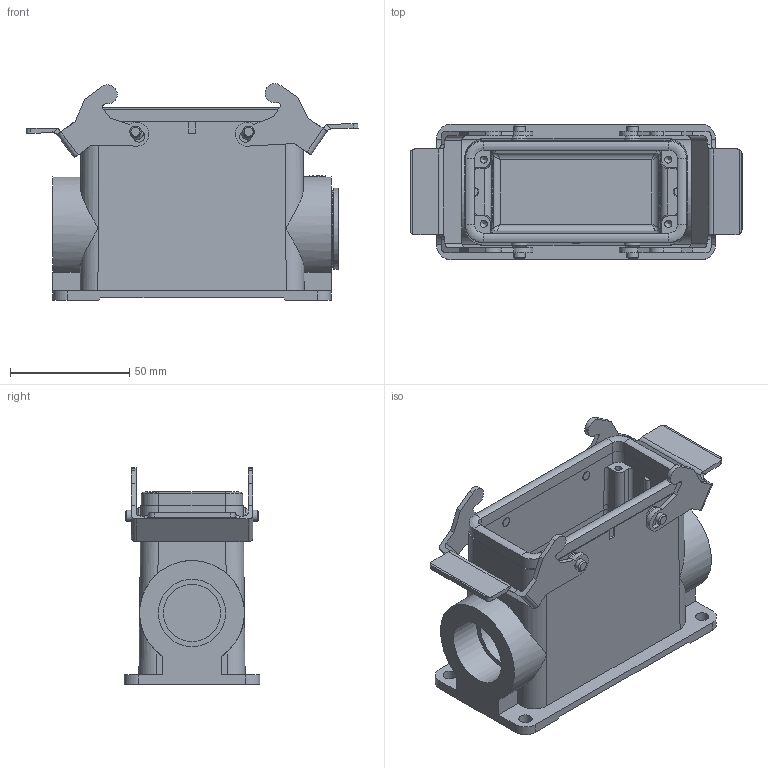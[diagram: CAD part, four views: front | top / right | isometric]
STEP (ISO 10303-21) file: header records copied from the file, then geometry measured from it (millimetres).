
FILE_DESCRIPTION((''),'2;1');
FILE_NAME('04300160230.stp','2020-07-07T14:37:58',('e.eickhoff'),(''),'Autodesk Inventor 2012','Autodesk Inventor 2012','');
FILE_SCHEMA(('AUTOMOTIVE_DESIGN { 1 0 10303 214 1 1 1 1 }'));
Length unit declared in the file: millimetre
Products named in the file (4): 04300160230; Metallbügel Quer; KBR21
Assembly tree (4 placements, depth 2):
  04300160230
    04300160230
    Metallbügel Quer  x2
    KBR21
Bounding box: 139.43 x 57 x 91.02 mm (x, y, z)
Volume: 160326.3 mm3; surface area: 69673.6 mm2
Topology: 4 solids, 4 shells, 422 faces, 1109 edges, 723 vertices
Faces by surface type: plane 203, cylinder 150, bspline 48, cone 16, torus 5
Full cylindrical faces by diameter (mm): 0.77 x1, 3 x4, 4 x4, 4.8 x4, 5.6 x4, 7 x4, 24 x2, 28.3 x2, 29 x1, 32 x1, 34 x1
Entity records: 12737 total; most frequent: CARTESIAN_POINT 3319, DIRECTION 1852, ORIENTED_EDGE 1808, EDGE_CURVE 904, AXIS2_PLACEMENT_3D 661, VERTEX_POINT 612, VECTOR 530, LINE 530
